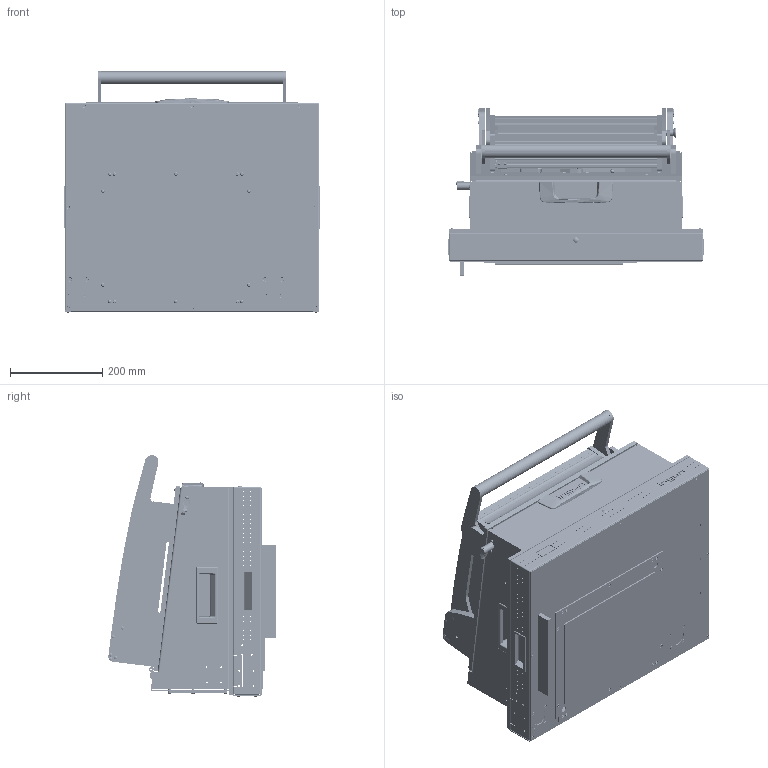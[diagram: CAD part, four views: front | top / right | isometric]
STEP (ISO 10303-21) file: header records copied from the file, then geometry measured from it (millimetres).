
FILE_DESCRIPTION (( 'STEP AP214' ), '1' );
FILE_NAME ('INGUN_44880.STEP', '2021-02-26T09:18:30', ( '' ), ( '' ), 'SwSTEP 2.0', 'SolidWorks 2018', '' );
FILE_SCHEMA (( 'AUTOMOTIVE_DESIGN' ));
Length unit declared in the file: millimetre
Products named in the file (115): 39892~6_KUNDE<S>; ISO7380~n_M04,0x008; 9905~1_S; 2528~0; 29805~4_geschlossen<S>; 110705~1_S; DIN6325~n_04,0m6x012; 30758~0_S; ISO7380~n_M05,0x008; 46191~1; ISO7380~n_M05,0x030; 53839~0_S; 30758_02~0_S; 35097~0; 53837~3_KUNDE<S>; 110322~4_S; 46117~0; ISO7380~n_M04,0x020; 31788~1; DIN6325~n_03,0m6x010; 109770~0_S; 110231~1_S; 48726~2_S; 109949~0_KUNDE<S>; 30955~0_S; 9938~11; DIN125~n_04,3 M04,0; 55712~0_KUNDE<S>; 20902~0; 35662~11_S; DIN985-A2~n_M05,0; 35649~1_S; DIN6325~n_02,0m6x020; 38786~1; DIN912~n_M04,0x012; 39894~2_KUNDE<S>; ISO7380~n_M03,0x012; 53032~0_S; 110443~0_S; 32587~4_S ...
Assembly tree (264 placements, depth 5):
  INGUN_44880
    46193~1_KUNDE<S>
      46117~0
      46191~1
      2184~17
      9938~11
      2181~6
      31199~3_S
      9905~1_S
      50891~0_KUNDE<S>
        8857~0_KUNDE<S>
      8859~3  x2
      9442~0  x2
      30758~0_S  x2
        30758_01~0_S
        30758_02~0_S
      20902~0
      21332~0_MA 2112<Standard>
        21332_02~0
        21332_01~0
      53032~0_S
      32171~0_S
      32462~0_S
      29805~4_geschlossen<S>
        110322~4_S
        110705~1_S
        30984~0_S
        110231~1_S
        110443~0_S
        30112~0
        ISO7380~n_M05,0x030
        ISO7380~n_M04,0x008  x2
        DIN914~n_M04,0x05
      3064~0_S
      35334~0_S
      ISO7380~n_M04,0x010  x22
      DIN7991~n_M04,0x010  x11
      DIN7991~n_M03,0x010 VA  x8
      DIN7991~n_M05,0x016  x7
      DIN7991~n_M05,0x020  x2
      DIN985-A2~n_M04,0  x3
      8804~0
      DIN125~n_05,3 M05,0 Fase  x2
      ISO7380~n_M03,0x012  x6
    35650~11_KUNDE<S>
      109770~0_S
        35648~16
        35661~4_S
        35662~11_S
        35663~9_S
        2281~0_180ø<Standard>  x2
          2281~0
        37188~1_S  x2
        53031~0_S
        35649~1_S
        35651~1_S
        31253~0_S
        30955~0_S
        30915~0
        ASR~-a-s-r_拱04,2x07x拌8  x2
Bounding box: 554 x 362.15 x 522.84 mm (x, y, z)
Volume: 7081538.3 mm3; surface area: 3565900.4 mm2
Topology: 272 solids, 272 shells, 7903 faces, 20094 edges, 12885 vertices
Faces by surface type: cylinder 3914, plane 2630, cone 883, bspline 235, torus 139, sphere 102
Entity records: 166664 total; most frequent: CARTESIAN_POINT 36413, DIRECTION 25938, ORIENTED_EDGE 23878, EDGE_CURVE 11939, AXIS2_PLACEMENT_3D 9793, VERTEX_POINT 7740, LINE 6352, VECTOR 6352
